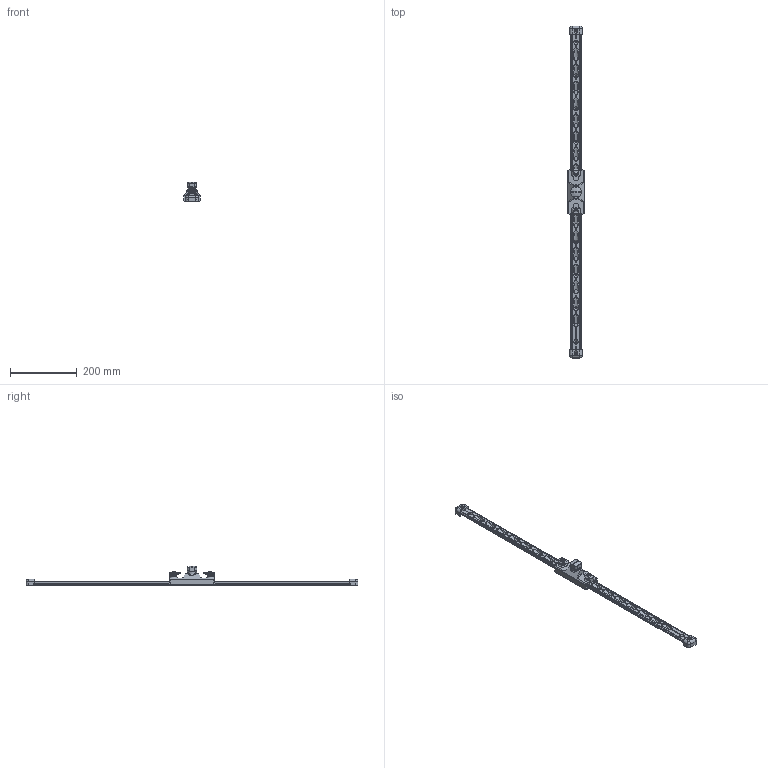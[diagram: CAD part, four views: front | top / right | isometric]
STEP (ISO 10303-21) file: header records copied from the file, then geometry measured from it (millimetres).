
FILE_DESCRIPTION(/* description */ (''),/* implementation_level */ '2;1');
FILE_NAME(/* name */ '622.422.stp',/* time_stamp */ '2016-03-08T12:20:57+01:00',/* author */ ('gianni'),/* organization */ (''),/* preprocessor_version */ 'ST-DEVELOPER v16.1',/* originating_system */ 'Autodesk Inventor 2016',/* authorisation */ '');
FILE_SCHEMA (('AUTOMOTIVE_DESIGN { 1 0 10303 214 3 1 1 }'));
Length unit declared in the file: millimetre
Products named in the file (1): 622.422
Bounding box: 49 x 998 x 59.35 mm (x, y, z)
Volume: 406790 mm3; surface area: 155631 mm2
Topology: 2 solids, 2 shells, 521 faces, 1530 edges, 991 vertices
Faces by surface type: plane 227, cylinder 160, bspline 80, torus 23, cone 22, sphere 9
Full cylindrical faces by diameter (mm): 4.917 x2, 6 x2, 6.25 x2, 6.5 x9, 12 x4, 20 x2
Entity records: 21465 total; most frequent: CARTESIAN_POINT 8391, ORIENTED_EDGE 2894, DIRECTION 2506, EDGE_CURVE 1447, VERTEX_POINT 957, AXIS2_PLACEMENT_3D 914, LINE 678, VECTOR 678
